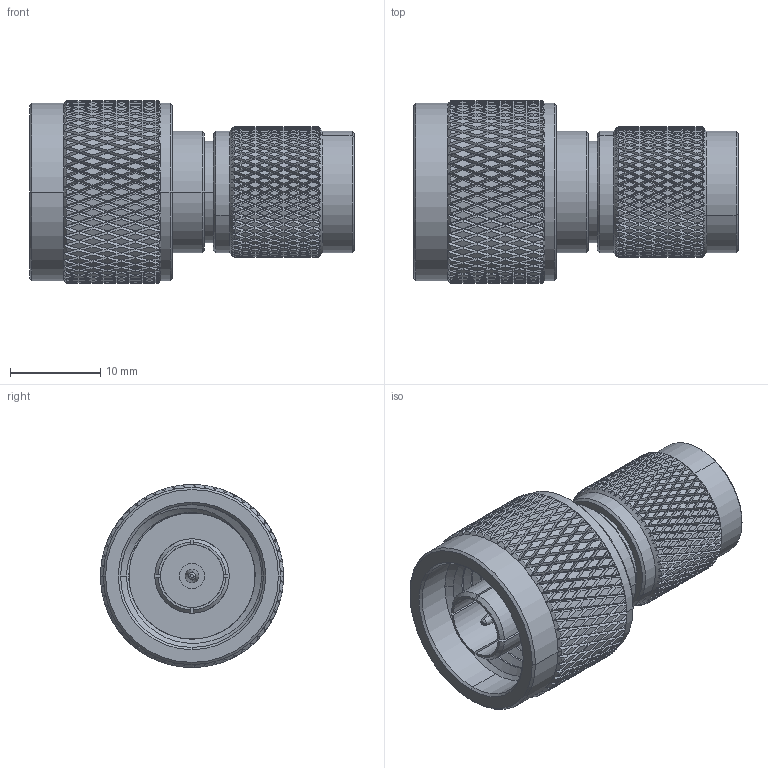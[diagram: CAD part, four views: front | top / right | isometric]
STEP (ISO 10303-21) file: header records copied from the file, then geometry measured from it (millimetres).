
FILE_DESCRIPTION (( 'STEP AP214' ), '1' );
FILE_NAME ('SM4153_3D.step', '2026-04-22T16:03:26', ( '' ), ( '' ), 'SwSTEP 2.0', 'SolidWorks 2025', '' );
FILE_SCHEMA (( 'AUTOMOTIVE_DESIGN' ));
Products named in the file (1): SM4153_3D
Bounding box: 36.07 x 20.32 x 20.32 mm (x, y, z)
Volume: 5864.5 mm3; surface area: 5012.9 mm2
Topology: 1 solids, 1 shells, 4888 faces, 10386 edges, 5512 vertices
Faces by surface type: bspline 3768, cylinder 1022, plane 55, cone 43
Entity records: 183378 total; most frequent: CARTESIAN_POINT 120716, ORIENTED_EDGE 20772, EDGE_CURVE 10386, VERTEX_POINT 5512, EDGE_LOOP 4900, FACE_OUTER_BOUND 4888, ADVANCED_FACE 4888, B_SPLINE_CURVE_WITH_KNOTS 4426
